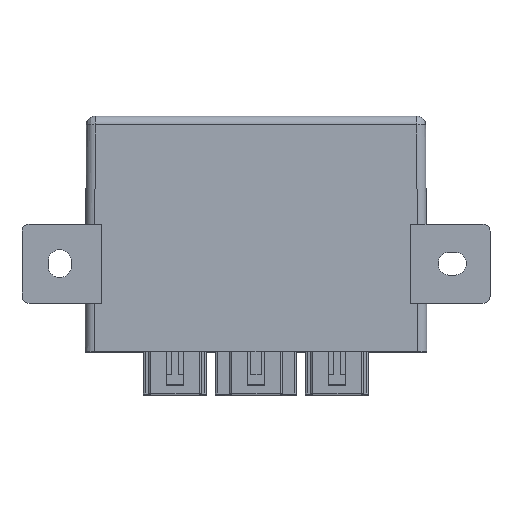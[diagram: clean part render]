
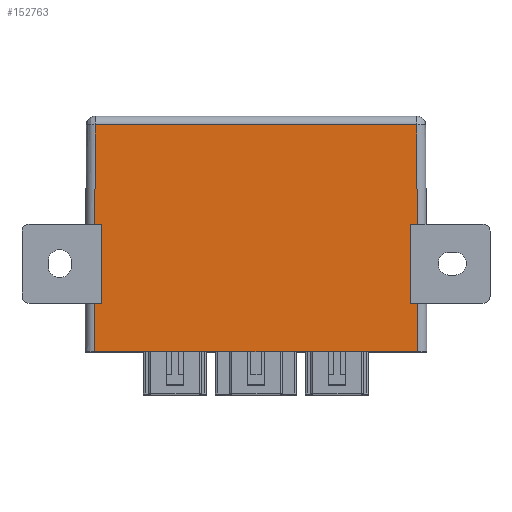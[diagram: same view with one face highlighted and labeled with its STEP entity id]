
A CAD part, top view. The second image highlights one B-rep face of the part: STEP entity #152763.
In plain terms, the highlighted planar face has unit normal (0, 0.006, 1).
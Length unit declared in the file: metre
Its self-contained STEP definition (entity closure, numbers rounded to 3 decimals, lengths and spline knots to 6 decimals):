
#2996 = EDGE_CURVE ( 'NONE', #161324, #113368, #125606, .T. ) ;
#5035 = DIRECTION ( 'NONE',  ( -1., 0., 0. ) ) ;
#11625 = ORIENTED_EDGE ( 'NONE', *, *, #30841, .T. ) ;
#14093 = LINE ( 'NONE', #42723, #132732 ) ;
#14162 = EDGE_CURVE ( 'NONE', #173537, #39731, #198664, .T. ) ;
#28005 = VERTEX_POINT ( 'NONE', #36800 ) ;
#29252 = CARTESIAN_POINT ( 'NONE',  ( -0.050085, 0.027929, 0.076434 ) ) ;
#30035 = ORIENTED_EDGE ( 'NONE', *, *, #2996, .T. ) ;
#30841 = EDGE_CURVE ( 'NONE', #113368, #187206, #14093, .T. ) ;
#30918 = VECTOR ( 'NONE', #186152, 1. ) ;
#31777 = ORIENTED_EDGE ( 'NONE', *, *, #107782, .T. ) ;
#31845 = VERTEX_POINT ( 'NONE', #148461 ) ;
#34194 = VECTOR ( 'NONE', #123139, 1. ) ;
#36800 = CARTESIAN_POINT ( 'NONE',  ( -0.04847, -0.021586, 0.076737 ) ) ;
#38476 = DIRECTION ( 'NONE',  ( 1., 0., 0. ) ) ;
#38792 = DIRECTION ( 'NONE',  ( 0., 0.006, 1. ) ) ;
#39731 = VERTEX_POINT ( 'NONE', #186290 ) ;
#42723 = CARTESIAN_POINT ( 'NONE',  ( 0.039314, 0.000414, 0.076602 ) ) ;
#49382 = VERTEX_POINT ( 'NONE', #29252 ) ;
#51656 = ORIENTED_EDGE ( 'NONE', *, *, #59794, .T. ) ;
#51794 = ORIENTED_EDGE ( 'NONE', *, *, #14162, .F. ) ;
#52148 = LINE ( 'NONE', #52787, #134401 ) ;
#52192 = EDGE_CURVE ( 'NONE', #39731, #132968, #115691, .T. ) ;
#52787 = CARTESIAN_POINT ( 'NONE',  ( -0.050466, -0.034521, 0.076816 ) ) ;
#53006 = LINE ( 'NONE', #85660, #135253 ) ;
#53826 = CARTESIAN_POINT ( 'NONE',  ( 0.04203, -0.035086, 0.076819 ) ) ;
#59794 = EDGE_CURVE ( 'NONE', #31845, #28005, #68724, .T. ) ;
#62024 = CARTESIAN_POINT ( 'NONE',  ( 0.039531, -0.035086, 0.076819 ) ) ;
#62052 = DIRECTION ( 'NONE',  ( 1., 0., 0. ) ) ;
#68724 = LINE ( 'NONE', #165451, #187318 ) ;
#68797 = CARTESIAN_POINT ( 'NONE',  ( 0.04203, 0.000414, 0.076602 ) ) ;
#69147 = PLANE ( 'NONE',  #98248 ) ;
#70428 = ORIENTED_EDGE ( 'NONE', *, *, #166680, .T. ) ;
#72816 = DIRECTION ( 'NONE',  ( -0.006, 1., -0.006 ) ) ;
#74599 = EDGE_CURVE ( 'NONE', #193376, #31845, #119894, .T. ) ;
#74786 = CARTESIAN_POINT ( 'NONE',  ( 0.039448, -0.021586, 0.076737 ) ) ;
#75784 = DIRECTION ( 'NONE',  ( 0., 1., -0.006 ) ) ;
#78682 = VECTOR ( 'NONE', #38476, 1. ) ;
#79170 = LINE ( 'NONE', #121896, #115546 ) ;
#81216 = VECTOR ( 'NONE', #72816, 1. ) ;
#82074 = CARTESIAN_POINT ( 'NONE',  ( 0.04203, -0.021586, 0.076737 ) ) ;
#83695 = LINE ( 'NONE', #82074, #120063 ) ;
#85660 = CARTESIAN_POINT ( 'NONE',  ( 0.04203, -0.021586, 0.076737 ) ) ;
#85850 = CARTESIAN_POINT ( 'NONE',  ( 0.03753, -0.021586, 0.076737 ) ) ;
#86102 = LINE ( 'NONE', #181053, #81216 ) ;
#88378 = CARTESIAN_POINT ( 'NONE',  ( -0.050387, -0.021586, 0.076737 ) ) ;
#91649 = CARTESIAN_POINT ( 'NONE',  ( 0.03753, 0.000414, 0.076602 ) ) ;
#93550 = CARTESIAN_POINT ( 'NONE',  ( 0.04203, 0.027929, 0.076434 ) ) ;
#98248 = AXIS2_PLACEMENT_3D ( 'NONE', #131474, #38792, #146923 ) ;
#107782 = EDGE_CURVE ( 'NONE', #135938, #161324, #79170, .T. ) ;
#113368 = VERTEX_POINT ( 'NONE', #177543 ) ;
#115546 = VECTOR ( 'NONE', #75784, 1. ) ;
#115691 = LINE ( 'NONE', #172490, #151870 ) ;
#116599 = VERTEX_POINT ( 'NONE', #74786 ) ;
#118091 = LINE ( 'NONE', #93550, #30918 ) ;
#119894 = LINE ( 'NONE', #68797, #78682 ) ;
#120063 = VECTOR ( 'NONE', #5035, 1. ) ;
#121896 = CARTESIAN_POINT ( 'NONE',  ( 0.03753, -0.035086, 0.076819 ) ) ;
#123139 = DIRECTION ( 'NONE',  ( -1., 0., 0. ) ) ;
#125606 = LINE ( 'NONE', #170236, #181188 ) ;
#128032 = EDGE_CURVE ( 'NONE', #116599, #135938, #83695, .T. ) ;
#131474 = CARTESIAN_POINT ( 'NONE',  ( 0.04203, -0.035086, 0.076819 ) ) ;
#132732 = VECTOR ( 'NONE', #150842, 1. ) ;
#132968 = VERTEX_POINT ( 'NONE', #88378 ) ;
#134401 = VECTOR ( 'NONE', #190697, 1. ) ;
#134440 = DIRECTION ( 'NONE',  ( 0., -1., 0.006 ) ) ;
#135253 = VECTOR ( 'NONE', #162087, 1. ) ;
#135938 = VERTEX_POINT ( 'NONE', #85850 ) ;
#138120 = ORIENTED_EDGE ( 'NONE', *, *, #141818, .T. ) ;
#140526 = EDGE_LOOP ( 'NONE', ( #164944, #31777, #30035, #11625, #138120, #187818, #185405, #51656, #144258, #176478, #51794, #70428 ) ) ;
#141818 = EDGE_CURVE ( 'NONE', #187206, #49382, #118091, .T. ) ;
#144258 = ORIENTED_EDGE ( 'NONE', *, *, #146522, .T. ) ;
#146522 = EDGE_CURVE ( 'NONE', #28005, #132968, #53006, .T. ) ;
#146923 = DIRECTION ( 'NONE',  ( 0., 1., -0.006 ) ) ;
#148461 = CARTESIAN_POINT ( 'NONE',  ( -0.04847, 0.000414, 0.076602 ) ) ;
#150842 = DIRECTION ( 'NONE',  ( -0.006, 1., -0.006 ) ) ;
#151870 = VECTOR ( 'NONE', #188073, 1. ) ;
#152763 = ADVANCED_FACE ( 'NONE', ( #181284 ), #69147, .T. ) ;
#157202 = EDGE_CURVE ( 'NONE', #193376, #49382, #52148, .T. ) ;
#158351 = CARTESIAN_POINT ( 'NONE',  ( 0.039146, 0.027929, 0.076434 ) ) ;
#161324 = VERTEX_POINT ( 'NONE', #91649 ) ;
#162087 = DIRECTION ( 'NONE',  ( -1., 0., 0. ) ) ;
#164944 = ORIENTED_EDGE ( 'NONE', *, *, #128032, .T. ) ;
#165451 = CARTESIAN_POINT ( 'NONE',  ( -0.04847, -0.035086, 0.076819 ) ) ;
#166680 = EDGE_CURVE ( 'NONE', #173537, #116599, #86102, .T. ) ;
#170236 = CARTESIAN_POINT ( 'NONE',  ( 0.04203, 0.000414, 0.076602 ) ) ;
#172490 = CARTESIAN_POINT ( 'NONE',  ( -0.050466, -0.034521, 0.076816 ) ) ;
#173537 = VERTEX_POINT ( 'NONE', #62024 ) ;
#176478 = ORIENTED_EDGE ( 'NONE', *, *, #52192, .F. ) ;
#177543 = CARTESIAN_POINT ( 'NONE',  ( 0.039314, 0.000414, 0.076602 ) ) ;
#181053 = CARTESIAN_POINT ( 'NONE',  ( 0.039531, -0.035086, 0.076819 ) ) ;
#181188 = VECTOR ( 'NONE', #62052, 1. ) ;
#181284 = FACE_OUTER_BOUND ( 'NONE', #140526, .T. ) ;
#185405 = ORIENTED_EDGE ( 'NONE', *, *, #74599, .T. ) ;
#186152 = DIRECTION ( 'NONE',  ( -1., 0., 0. ) ) ;
#186290 = CARTESIAN_POINT ( 'NONE',  ( -0.05047, -0.035086, 0.076819 ) ) ;
#187206 = VERTEX_POINT ( 'NONE', #158351 ) ;
#187318 = VECTOR ( 'NONE', #134440, 1. ) ;
#187818 = ORIENTED_EDGE ( 'NONE', *, *, #157202, .F. ) ;
#188073 = DIRECTION ( 'NONE',  ( 0.006, 1., -0.006 ) ) ;
#190697 = DIRECTION ( 'NONE',  ( 0.006, 1., -0.006 ) ) ;
#191359 = CARTESIAN_POINT ( 'NONE',  ( -0.050253, 0.000414, 0.076602 ) ) ;
#193376 = VERTEX_POINT ( 'NONE', #191359 ) ;
#198664 = LINE ( 'NONE', #53826, #34194 ) ;
